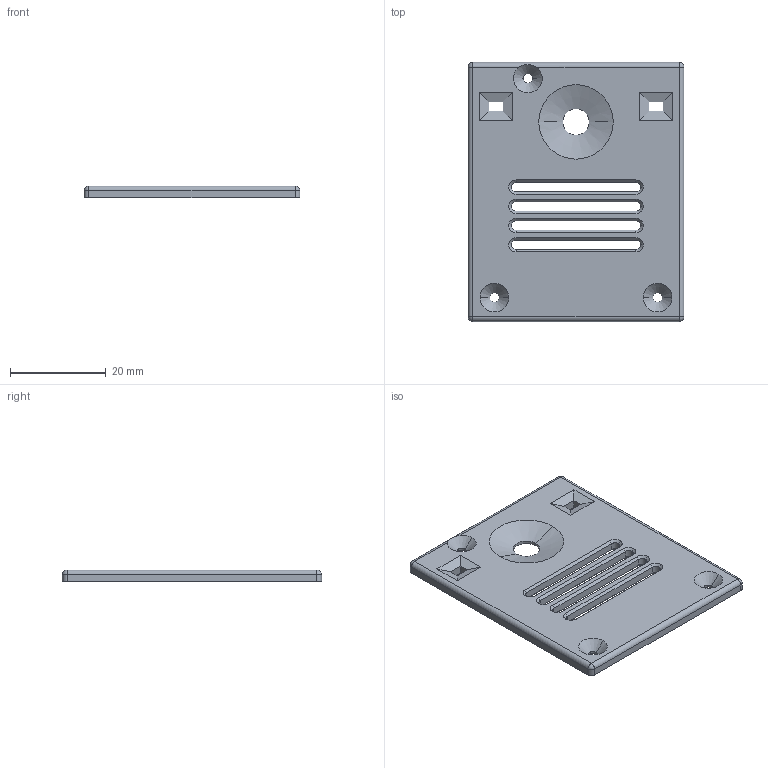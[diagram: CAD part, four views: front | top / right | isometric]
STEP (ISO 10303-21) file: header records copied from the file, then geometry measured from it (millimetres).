
FILE_DESCRIPTION (( 'STEP AP214' ), '1' );
FILE_NAME ('TP2op.STEP', '2019-01-14T06:23:54', ( '' ), ( '' ), 'SwSTEP 2.0', 'SolidWorks 2014', '' );
FILE_SCHEMA (( 'AUTOMOTIVE_DESIGN' ));
Length unit declared in the file: millimetre
Products named in the file (1): TP2op
Bounding box: 45 x 54 x 2.5 mm (x, y, z)
Volume: 5118 mm3; surface area: 5285.2 mm2
Topology: 1 solids, 1 shells, 110 faces, 267 edges, 154 vertices
Faces by surface type: plane 46, cone 32, cylinder 28, sphere 4
Entity records: 3215 total; most frequent: DIRECTION 577, CARTESIAN_POINT 543, ORIENTED_EDGE 526, EDGE_CURVE 263, AXIS2_PLACEMENT_3D 204, VECTOR 169, LINE 169, VERTEX_POINT 154
